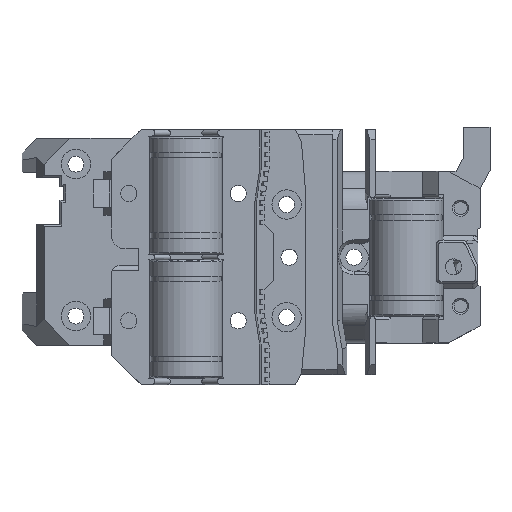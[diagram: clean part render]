
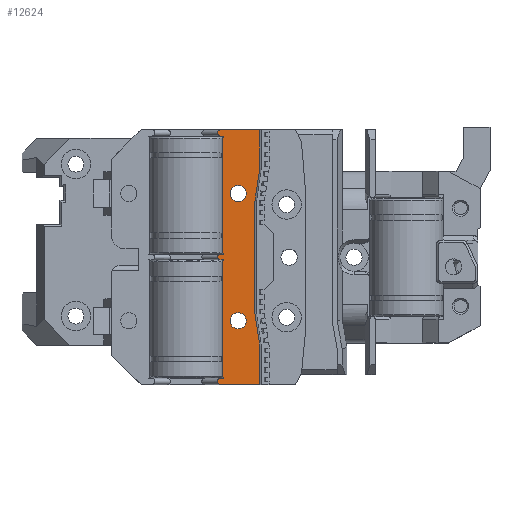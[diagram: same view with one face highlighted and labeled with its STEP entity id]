
A CAD part, top view. The second image highlights one B-rep face of the part: STEP entity #12624.
In plain terms, the highlighted planar face has unit normal (0, 0, 1).
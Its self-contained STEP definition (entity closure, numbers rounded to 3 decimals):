
#337=FACE_BOUND('',#1495,.T.);
#338=FACE_BOUND('',#1496,.T.);
#404=CIRCLE('',#13438,0.5);
#405=CIRCLE('',#13439,0.65);
#406=CIRCLE('',#13440,0.65);
#407=CIRCLE('',#13441,1.65);
#408=CIRCLE('',#13442,1.65);
#762=FACE_OUTER_BOUND('',#1494,.T.);
#1494=EDGE_LOOP('',(#8994,#8995,#8996,#8997,#8998,#8999,#9000,#9001,#9002,
#9003,#9004,#9005,#9006,#9007,#9008,#9009,#9010,#9011,#9012,#9013));
#1495=EDGE_LOOP('',(#9014));
#1496=EDGE_LOOP('',(#9015));
#2339=LINE('',#18224,#3842);
#2501=LINE('',#18830,#4004);
#2502=LINE('',#18832,#4005);
#2503=LINE('',#18834,#4006);
#2504=LINE('',#18836,#4007);
#2505=LINE('',#18838,#4008);
#2506=LINE('',#18842,#4009);
#2507=LINE('',#18844,#4010);
#2508=LINE('',#18846,#4011);
#2509=LINE('',#18848,#4012);
#2510=LINE('',#18850,#4013);
#2511=LINE('',#18851,#4014);
#2512=LINE('',#18855,#4015);
#2513=LINE('',#18857,#4016);
#2514=LINE('',#18859,#4017);
#2515=LINE('',#18861,#4018);
#2516=LINE('',#18862,#4019);
#3842=VECTOR('',#14630,10.);
#4004=VECTOR('',#15048,10.);
#4005=VECTOR('',#15049,10.);
#4006=VECTOR('',#15050,10.);
#4007=VECTOR('',#15051,10.);
#4008=VECTOR('',#15052,10.);
#4009=VECTOR('',#15055,10.);
#4010=VECTOR('',#15056,10.);
#4011=VECTOR('',#15057,10.);
#4012=VECTOR('',#15058,10.);
#4013=VECTOR('',#15059,10.);
#4014=VECTOR('',#15060,10.);
#4015=VECTOR('',#15063,10.);
#4016=VECTOR('',#15064,10.);
#4017=VECTOR('',#15065,10.);
#4018=VECTOR('',#15066,10.);
#4019=VECTOR('',#15067,10.);
#5304=VERTEX_POINT('',#18221);
#5305=VERTEX_POINT('',#18223);
#5443=VERTEX_POINT('',#18826);
#5444=VERTEX_POINT('',#18827);
#5445=VERTEX_POINT('',#18829);
#5446=VERTEX_POINT('',#18831);
#5447=VERTEX_POINT('',#18833);
#5448=VERTEX_POINT('',#18835);
#5449=VERTEX_POINT('',#18837);
#5450=VERTEX_POINT('',#18839);
#5451=VERTEX_POINT('',#18841);
#5452=VERTEX_POINT('',#18843);
#5453=VERTEX_POINT('',#18845);
#5454=VERTEX_POINT('',#18847);
#5455=VERTEX_POINT('',#18849);
#5456=VERTEX_POINT('',#18852);
#5457=VERTEX_POINT('',#18854);
#5458=VERTEX_POINT('',#18856);
#5459=VERTEX_POINT('',#18858);
#5460=VERTEX_POINT('',#18860);
#5461=VERTEX_POINT('',#18863);
#5462=VERTEX_POINT('',#18865);
#6571=EDGE_CURVE('',#5305,#5304,#2339,.T.);
#6791=EDGE_CURVE('',#5443,#5444,#404,.T.);
#6792=EDGE_CURVE('',#5443,#5445,#2501,.T.);
#6793=EDGE_CURVE('',#5445,#5446,#2502,.T.);
#6794=EDGE_CURVE('',#5446,#5447,#2503,.T.);
#6795=EDGE_CURVE('',#5447,#5448,#2504,.T.);
#6796=EDGE_CURVE('',#5448,#5449,#2505,.T.);
#6797=EDGE_CURVE('',#5450,#5449,#405,.T.);
#6798=EDGE_CURVE('',#5450,#5451,#2506,.T.);
#6799=EDGE_CURVE('',#5452,#5451,#2507,.T.);
#6800=EDGE_CURVE('',#5453,#5452,#2508,.T.);
#6801=EDGE_CURVE('',#5454,#5453,#2509,.T.);
#6802=EDGE_CURVE('',#5455,#5454,#2510,.T.);
#6803=EDGE_CURVE('',#5305,#5455,#2511,.T.);
#6804=EDGE_CURVE('',#5456,#5304,#406,.T.);
#6805=EDGE_CURVE('',#5456,#5457,#2512,.T.);
#6806=EDGE_CURVE('',#5457,#5458,#2513,.T.);
#6807=EDGE_CURVE('',#5458,#5459,#2514,.T.);
#6808=EDGE_CURVE('',#5459,#5460,#2515,.T.);
#6809=EDGE_CURVE('',#5444,#5460,#2516,.T.);
#6810=EDGE_CURVE('',#5461,#5461,#407,.T.);
#6811=EDGE_CURVE('',#5462,#5462,#408,.T.);
#8994=ORIENTED_EDGE('',*,*,#6791,.F.);
#8995=ORIENTED_EDGE('',*,*,#6792,.T.);
#8996=ORIENTED_EDGE('',*,*,#6793,.T.);
#8997=ORIENTED_EDGE('',*,*,#6794,.T.);
#8998=ORIENTED_EDGE('',*,*,#6795,.T.);
#8999=ORIENTED_EDGE('',*,*,#6796,.T.);
#9000=ORIENTED_EDGE('',*,*,#6797,.F.);
#9001=ORIENTED_EDGE('',*,*,#6798,.T.);
#9002=ORIENTED_EDGE('',*,*,#6799,.F.);
#9003=ORIENTED_EDGE('',*,*,#6800,.F.);
#9004=ORIENTED_EDGE('',*,*,#6801,.F.);
#9005=ORIENTED_EDGE('',*,*,#6802,.F.);
#9006=ORIENTED_EDGE('',*,*,#6803,.F.);
#9007=ORIENTED_EDGE('',*,*,#6571,.T.);
#9008=ORIENTED_EDGE('',*,*,#6804,.F.);
#9009=ORIENTED_EDGE('',*,*,#6805,.T.);
#9010=ORIENTED_EDGE('',*,*,#6806,.T.);
#9011=ORIENTED_EDGE('',*,*,#6807,.T.);
#9012=ORIENTED_EDGE('',*,*,#6808,.T.);
#9013=ORIENTED_EDGE('',*,*,#6809,.F.);
#9014=ORIENTED_EDGE('',*,*,#6810,.T.);
#9015=ORIENTED_EDGE('',*,*,#6811,.T.);
#12032=PLANE('',#13437);
#12624=ADVANCED_FACE('',(#762,#337,#338),#12032,.T.);
#13437=AXIS2_PLACEMENT_3D('',#18825,#15044,#15045);
#13438=AXIS2_PLACEMENT_3D('',#18828,#15046,#15047);
#13439=AXIS2_PLACEMENT_3D('',#18840,#15053,#15054);
#13440=AXIS2_PLACEMENT_3D('',#18853,#15061,#15062);
#13441=AXIS2_PLACEMENT_3D('',#18864,#15068,#15069);
#13442=AXIS2_PLACEMENT_3D('',#18866,#15070,#15071);
#14630=DIRECTION('',(-1.,0.,0.));
#15044=DIRECTION('center_axis',(0.,0.,1.));
#15045=DIRECTION('ref_axis',(1.,0.,0.));
#15046=DIRECTION('center_axis',(0.,0.,-1.));
#15047=DIRECTION('ref_axis',(-0.707,-0.707,0.));
#15048=DIRECTION('',(1.,0.,0.));
#15049=DIRECTION('',(-0.342,-0.94,0.));
#15050=DIRECTION('',(0.,-1.,0.));
#15051=DIRECTION('',(0.342,-0.94,0.));
#15052=DIRECTION('',(-1.,0.,0.));
#15053=DIRECTION('center_axis',(0.,0.,-1.));
#15054=DIRECTION('ref_axis',(-0.707,-0.707,0.));
#15055=DIRECTION('',(1.,0.,0.));
#15056=DIRECTION('',(0.,-1.,0.));
#15057=DIRECTION('',(0.146,-0.989,0.));
#15058=DIRECTION('',(0.,-1.,0.));
#15059=DIRECTION('',(-0.146,-0.989,0.));
#15060=DIRECTION('',(0.,-1.,0.));
#15061=DIRECTION('center_axis',(0.,0.,-1.));
#15062=DIRECTION('ref_axis',(-0.707,-0.707,0.));
#15063=DIRECTION('',(1.,0.,0.));
#15064=DIRECTION('',(-0.342,-0.94,0.));
#15065=DIRECTION('',(0.,-1.,0.));
#15066=DIRECTION('',(0.342,-0.94,0.));
#15067=DIRECTION('',(1.,0.,0.));
#15068=DIRECTION('center_axis',(0.,0.,-1.));
#15069=DIRECTION('ref_axis',(-1.,0.,0.));
#15070=DIRECTION('center_axis',(0.,0.,-1.));
#15071=DIRECTION('ref_axis',(-1.,0.,0.));
#18221=CARTESIAN_POINT('',(36.05,52.,14.4));
#18223=CARTESIAN_POINT('',(44.02,52.,14.4));
#18224=CARTESIAN_POINT('',(89.,52.,14.4));
#18825=CARTESIAN_POINT('Origin',(51.4,26.,14.4));
#18826=CARTESIAN_POINT('',(35.9,25.5,14.4));
#18827=CARTESIAN_POINT('',(35.9,26.5,14.4));
#18828=CARTESIAN_POINT('Origin',(35.9,26.,14.4));
#18829=CARTESIAN_POINT('',(36.664,25.5,14.4));
#18830=CARTESIAN_POINT('',(40.2,25.5,14.4));
#18831=CARTESIAN_POINT('',(36.5,25.05,14.4));
#18832=CARTESIAN_POINT('',(37.524,27.864,14.4));
#18833=CARTESIAN_POINT('',(36.5,1.75,14.4));
#18834=CARTESIAN_POINT('',(36.5,26.,14.4));
#18835=CARTESIAN_POINT('',(36.664,1.3,14.4));
#18836=CARTESIAN_POINT('',(33.475,10.062,14.4));
#18837=CARTESIAN_POINT('',(36.05,1.3,14.4));
#18838=CARTESIAN_POINT('',(40.2,1.3,14.4));
#18839=CARTESIAN_POINT('',(36.05,0.,14.4));
#18840=CARTESIAN_POINT('Origin',(36.05,0.65,14.4));
#18841=CARTESIAN_POINT('',(44.02,0.,14.4));
#18842=CARTESIAN_POINT('',(0.,0.,14.4));
#18843=CARTESIAN_POINT('',(44.02,7.861,14.4));
#18844=CARTESIAN_POINT('',(44.02,16.941,14.4));
#18845=CARTESIAN_POINT('',(43.,14.773,14.4));
#18846=CARTESIAN_POINT('',(42.28,19.649,14.4));
#18847=CARTESIAN_POINT('',(43.,37.227,14.4));
#18848=CARTESIAN_POINT('',(43.,26.,14.4));
#18849=CARTESIAN_POINT('',(44.02,44.139,14.4));
#18850=CARTESIAN_POINT('',(42.28,32.351,14.4));
#18851=CARTESIAN_POINT('',(44.02,35.059,14.4));
#18852=CARTESIAN_POINT('',(36.05,50.7,14.4));
#18853=CARTESIAN_POINT('Origin',(36.05,51.35,14.4));
#18854=CARTESIAN_POINT('',(36.664,50.7,14.4));
#18855=CARTESIAN_POINT('',(40.2,50.7,14.4));
#18856=CARTESIAN_POINT('',(36.5,50.25,14.4));
#18857=CARTESIAN_POINT('',(33.475,41.938,14.4));
#18858=CARTESIAN_POINT('',(36.5,26.95,14.4));
#18859=CARTESIAN_POINT('',(36.5,26.,14.4));
#18860=CARTESIAN_POINT('',(36.664,26.5,14.4));
#18861=CARTESIAN_POINT('',(37.524,24.136,14.4));
#18862=CARTESIAN_POINT('',(52.3,26.5,14.4));
#18863=CARTESIAN_POINT('',(41.25,13.,14.4));
#18864=CARTESIAN_POINT('Origin',(39.6,13.,14.4));
#18865=CARTESIAN_POINT('',(41.25,39.,14.4));
#18866=CARTESIAN_POINT('Origin',(39.6,39.,14.4));
